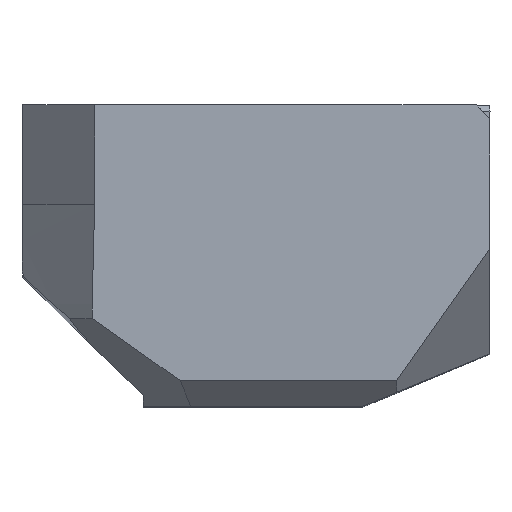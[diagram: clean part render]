
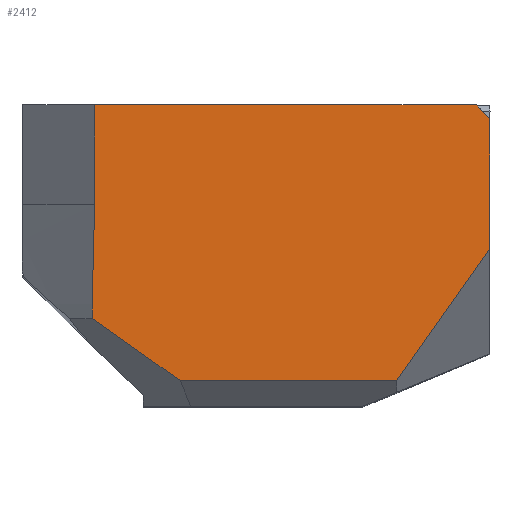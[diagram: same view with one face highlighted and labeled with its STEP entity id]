
A CAD part, top view. The second image highlights one B-rep face of the part: STEP entity #2412.
In plain terms, the highlighted planar face has unit normal (0, 0, 1).
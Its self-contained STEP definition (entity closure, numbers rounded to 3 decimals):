
#27=(
BOUNDED_CURVE()
B_SPLINE_CURVE(2,(#4021,#4022,#4023),.UNSPECIFIED.,.F.,.F.)
B_SPLINE_CURVE_WITH_KNOTS((3,3),(243.202,246.593),
 .UNSPECIFIED.)
CURVE()
GEOMETRIC_REPRESENTATION_ITEM()
RATIONAL_B_SPLINE_CURVE((22.512,22.472,22.427))
REPRESENTATION_ITEM('')
);
#28=(
BOUNDED_CURVE()
B_SPLINE_CURVE(2,(#4024,#4025,#4026),.UNSPECIFIED.,.F.,.F.)
B_SPLINE_CURVE_WITH_KNOTS((3,3),(219.865,243.202),
 .UNSPECIFIED.)
CURVE()
GEOMETRIC_REPRESENTATION_ITEM()
RATIONAL_B_SPLINE_CURVE((22.807,22.785,22.512))
REPRESENTATION_ITEM('')
);
#69=B_SPLINE_CURVE_WITH_KNOTS('',3,(#3736,#3737,#3738,#3739,#3740,#3741),
 .UNSPECIFIED.,.F.,.F.,(4,2,4),(0.01,0.505,1.01),
 .UNSPECIFIED.);
#236=FACE_OUTER_BOUND('',#373,.T.);
#373=EDGE_LOOP('',(#1960,#1961,#1962,#1963,#1964,#1965,#1966,#1967,#1968));
#536=LINE('',#3749,#802);
#539=LINE('',#3755,#805);
#560=LINE('',#3815,#826);
#563=LINE('',#3822,#829);
#571=LINE('',#3859,#837);
#572=LINE('',#3861,#838);
#802=VECTOR('',#2866,10.);
#805=VECTOR('',#2871,10.);
#826=VECTOR('',#2948,10.);
#829=VECTOR('',#2955,10.);
#837=VECTOR('',#2971,10.);
#838=VECTOR('',#2974,10.);
#1058=VERTEX_POINT('',#3700);
#1059=VERTEX_POINT('',#3735);
#1060=VERTEX_POINT('',#3746);
#1061=VERTEX_POINT('',#3751);
#1071=VERTEX_POINT('',#3808);
#1074=VERTEX_POINT('',#3819);
#1075=VERTEX_POINT('',#3821);
#1083=VERTEX_POINT('',#3857);
#1098=VERTEX_POINT('',#4020);
#1323=EDGE_CURVE('',#1058,#1059,#69,.T.);
#1327=EDGE_CURVE('',#1059,#1060,#536,.F.);
#1330=EDGE_CURVE('',#1060,#1061,#539,.T.);
#1359=EDGE_CURVE('',#1071,#1061,#560,.T.);
#1362=EDGE_CURVE('',#1075,#1074,#563,.T.);
#1375=EDGE_CURVE('',#1074,#1083,#571,.F.);
#1376=EDGE_CURVE('',#1083,#1071,#572,.T.);
#1402=EDGE_CURVE('',#1075,#1098,#27,.F.);
#1403=EDGE_CURVE('',#1098,#1058,#28,.F.);
#1960=ORIENTED_EDGE('',*,*,#1402,.F.);
#1961=ORIENTED_EDGE('',*,*,#1362,.T.);
#1962=ORIENTED_EDGE('',*,*,#1375,.T.);
#1963=ORIENTED_EDGE('',*,*,#1376,.T.);
#1964=ORIENTED_EDGE('',*,*,#1359,.T.);
#1965=ORIENTED_EDGE('',*,*,#1330,.F.);
#1966=ORIENTED_EDGE('',*,*,#1327,.F.);
#1967=ORIENTED_EDGE('',*,*,#1323,.F.);
#1968=ORIENTED_EDGE('',*,*,#1403,.F.);
#2300=PLANE('',#2582);
#2412=ADVANCED_FACE('',(#236),#2300,.T.);
#2582=AXIS2_PLACEMENT_3D('',#4027,#3032,#3033);
#2866=DIRECTION('',(-1.,0.,0.));
#2871=DIRECTION('',(0.707,-0.707,0.));
#2948=DIRECTION('',(0.,1.,0.));
#2955=DIRECTION('',(0.816,-0.577,0.));
#2971=DIRECTION('',(-1.,0.,0.));
#2974=DIRECTION('',(0.577,0.816,0.));
#3032=DIRECTION('center_axis',(0.,0.,
1.));
#3033=DIRECTION('ref_axis',(1.,0.,0.));
#3700=CARTESIAN_POINT('',(89.496,147.653,7.4));
#3735=CARTESIAN_POINT('',(89.496,157.653,7.4));
#3736=CARTESIAN_POINT('Ctrl Pts',(89.496,147.653,7.4));
#3737=CARTESIAN_POINT('Ctrl Pts',(89.496,149.303,7.4));
#3738=CARTESIAN_POINT('Ctrl Pts',(89.496,150.953,7.4));
#3739=CARTESIAN_POINT('Ctrl Pts',(89.496,154.286,7.4));
#3740=CARTESIAN_POINT('Ctrl Pts',(89.496,155.969,7.4));
#3741=CARTESIAN_POINT('Ctrl Pts',(89.496,157.653,7.4));
#3746=CARTESIAN_POINT('',(127.886,157.653,7.4));
#3749=CARTESIAN_POINT('',(113.321,157.653,7.4));
#3751=CARTESIAN_POINT('',(129.286,156.253,7.4));
#3755=CARTESIAN_POINT('',(126.136,159.402,7.4));
#3808=CARTESIAN_POINT('',(129.286,143.195,7.4));
#3815=CARTESIAN_POINT('',(129.286,144.443,7.4));
#3819=CARTESIAN_POINT('',(98.108,129.895,7.4));
#3821=CARTESIAN_POINT('',(89.26,136.152,7.4));
#3822=CARTESIAN_POINT('',(97.26,130.495,7.4));
#3857=CARTESIAN_POINT('',(119.882,129.895,7.4));
#3859=CARTESIAN_POINT('',(106.49,129.895,7.4));
#3861=CARTESIAN_POINT('',(123.386,134.852,7.4));
#4020=CARTESIAN_POINT('',(89.248,137.653,7.4));
#4021=CARTESIAN_POINT('Ctrl Pts',(89.248,137.653,7.4));
#4022=CARTESIAN_POINT('Ctrl Pts',(89.251,136.905,7.4));
#4023=CARTESIAN_POINT('Ctrl Pts',(89.26,136.152,7.4));
#4024=CARTESIAN_POINT('Ctrl Pts',(89.496,147.653,7.4));
#4025=CARTESIAN_POINT('Ctrl Pts',(89.227,142.726,7.4));
#4026=CARTESIAN_POINT('Ctrl Pts',(89.248,137.653,7.4));
#4027=CARTESIAN_POINT('Origin',(106.066,143.23,7.4));
